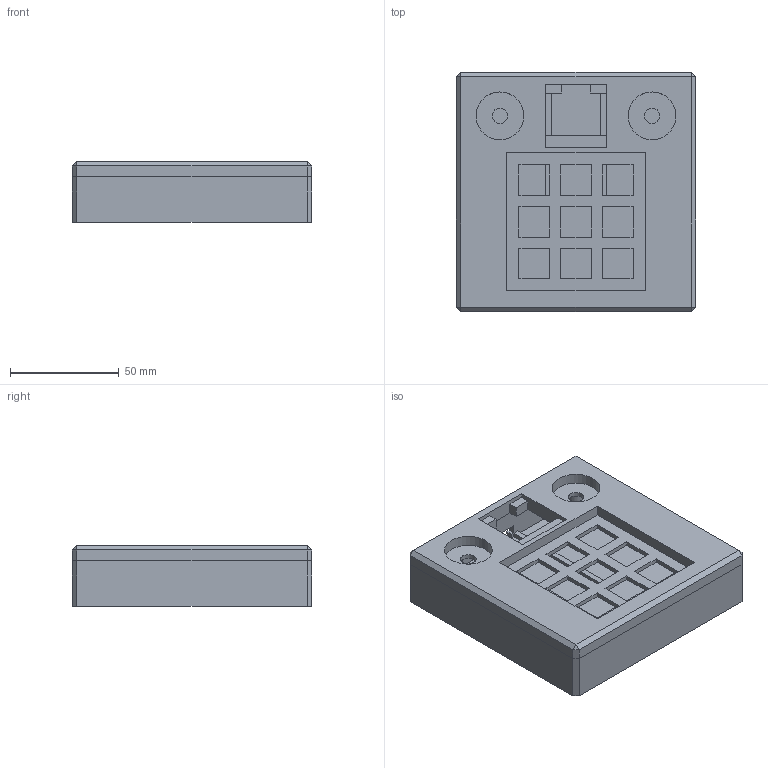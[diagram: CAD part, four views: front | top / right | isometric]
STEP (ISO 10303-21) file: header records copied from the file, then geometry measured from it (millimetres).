
FILE_DESCRIPTION(/* description */ (''),/* implementation_level */ '2;1');
FILE_NAME(/* name */ '3x3 Control Pad_.step',/* time_stamp */ '2024-01-21T18:34:46-05:00',/* author */ (''),/* organization */ (''),/* preprocessor_version */ 'ST-DEVELOPER v20',/* originating_system */ 'Autodesk Translation Framework v12.14.0.127',/* authorisation */ '');
FILE_SCHEMA (('AUTOMOTIVE_DESIGN { 1 0 10303 214 3 1 1 }'));
Length unit declared in the file: millimetre
Products named in the file (1): 9 button v1
Bounding box: 110 x 110 x 28 mm (x, y, z)
Volume: 133801.1 mm3; surface area: 67447.5 mm2
Topology: 2 solids, 6 shells, 165 faces, 402 edges, 262 vertices
Faces by surface type: plane 137, cylinder 28
Full cylindrical faces by diameter (mm): 6.25 x12, 7.1 x2, 22 x2
Entity records: 4844 total; most frequent: CARTESIAN_POINT 830, ORIENTED_EDGE 804, DIRECTION 790, EDGE_CURVE 402, LINE 346, VECTOR 346, VERTEX_POINT 262, AXIS2_PLACEMENT_3D 222
